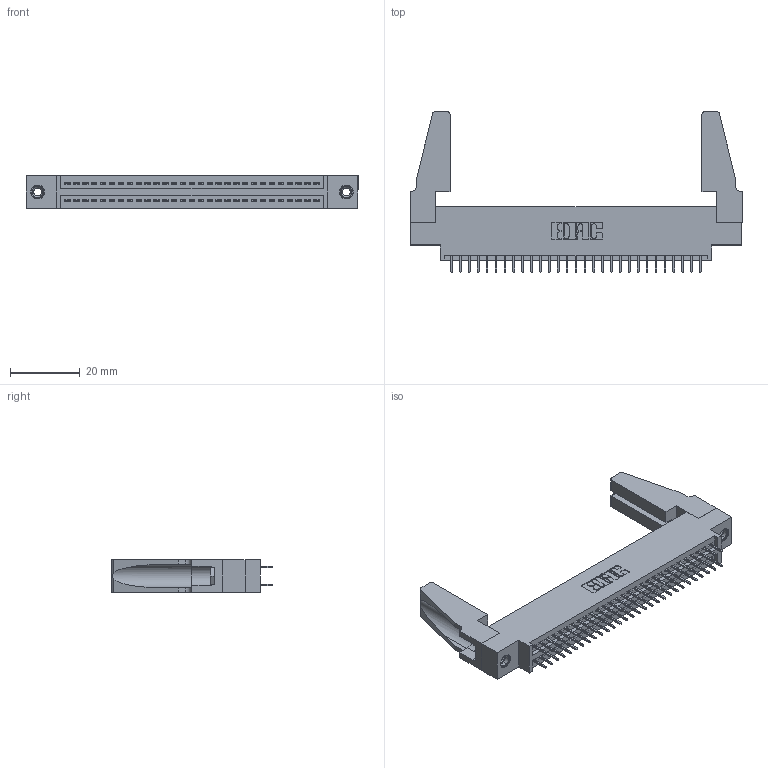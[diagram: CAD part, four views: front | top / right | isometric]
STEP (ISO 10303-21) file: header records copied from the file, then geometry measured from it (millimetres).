
FILE_DESCRIPTION (( 'STEP AP203' ), '1' );
FILE_NAME ('345-058-525-888.STEP', '2020-09-20T21:08:53', ( '' ), ( '' ), 'SwSTEP 2.0', 'SolidWorks 2020', '' );
FILE_SCHEMA (( 'CONFIG_CONTROL_DESIGN' ));
Length unit declared in the file: inch
Products named in the file (5): 345-220-078_345-220-088; 345-292-001_345-293-125; 345-058-525-888; 345-250-001_345-250-001-102; 345 Part_0.170 Offset - 0.156 Dia-TH
Assembly tree (63 placements, depth 2):
  345-058-525-888
    345 Part_0.170 Offset - 0.156 Dia-TH
    345-292-001_345-293-125  x58
    345-250-001_345-250-001-102  x2
    345-220-078_345-220-088  x2
Bounding box: 94.89 x 45.9 x 9.4 mm (x, y, z)
Volume: 12141.1 mm3; surface area: 15865 mm2
Topology: 63 solids, 63 shells, 3386 faces, 9541 edges, 6118 vertices
Faces by surface type: plane 2418, cylinder 952, cone 12, torus 4
Entity records: 26858 total; most frequent: CARTESIAN_POINT 4510, ORIENTED_EDGE 4404, DIRECTION 3998, EDGE_CURVE 2202, VECTOR 1916, LINE 1916, VERTEX_POINT 1458, AXIS2_PLACEMENT_3D 1041
